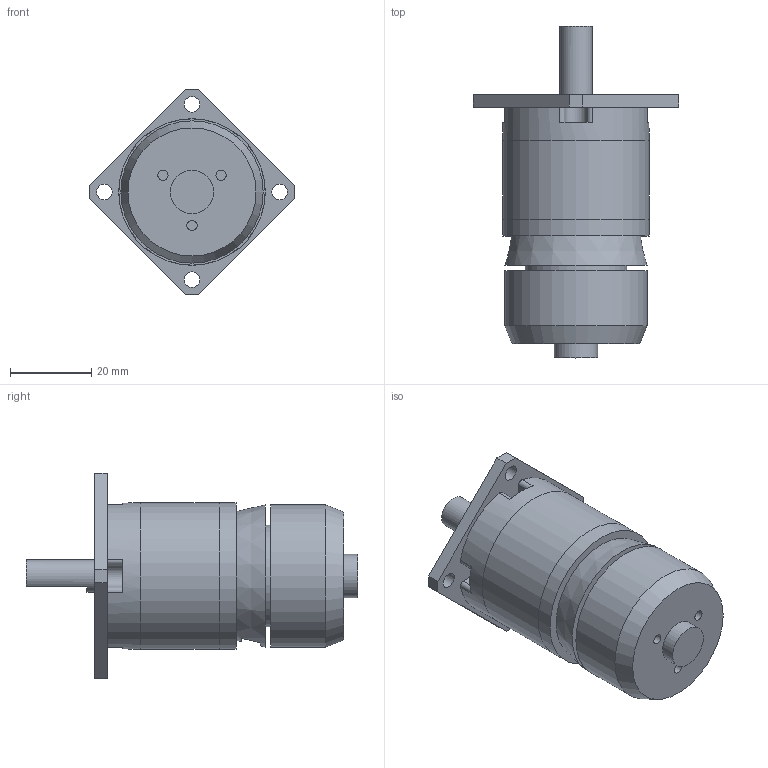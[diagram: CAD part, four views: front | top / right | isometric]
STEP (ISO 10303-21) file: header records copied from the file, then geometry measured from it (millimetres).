
FILE_DESCRIPTION(/* description */ (''),/* implementation_level */ '2;1');
FILE_NAME(/* name */ '3536 gearmotor with facemount.step',/* time_stamp */ '2022-09-21T21:12:20-04:00',/* author */ (''),/* organization */ (''),/* preprocessor_version */ 'ST-DEVELOPER v19',/* originating_system */ 'Autodesk Translation Framework v11.7.0.108',/* authorisation */ '');
FILE_SCHEMA (('AUTOMOTIVE_DESIGN { 1 0 10303 214 3 1 1 }'));
Length unit declared in the file: inch
Products named in the file (5): 19:1 3536 motor combo; 36mm gear box; 3530; 36toBBadapter; Default
Assembly tree (4 placements, depth 3):
  19:1 3536 motor combo
    36mm gear box
    3530
    36toBBadapter
      Default
Bounding box: 50.65 x 81.68 x 50.65 mm (x, y, z)
Volume: 49535.6 mm3; surface area: 21854.7 mm2
Topology: 6 solids, 6 shells, 116 faces, 263 edges, 175 vertices
Faces by surface type: cylinder 60, plane 54, cone 2
Full cylindrical faces by diameter (mm): 2.5 x3, 3 x20, 3.175 x4, 3.81 x4, 5 x1, 8 x7, 10.668 x1, 22 x1, 22.356 x1, 22.86 x1, 25 x1, 35 x1, 36 x3
Entity records: 3603 total; most frequent: DIRECTION 646, CARTESIAN_POINT 569, ORIENTED_EDGE 526, EDGE_CURVE 263, AXIS2_PLACEMENT_3D 260, EDGE_LOOP 190, VERTEX_POINT 175, CIRCLE 135
